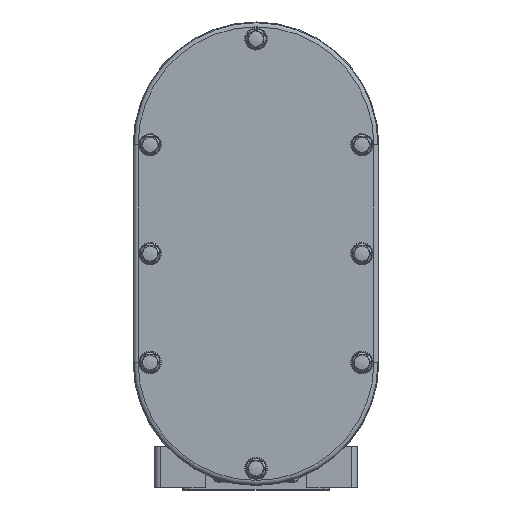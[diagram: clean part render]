
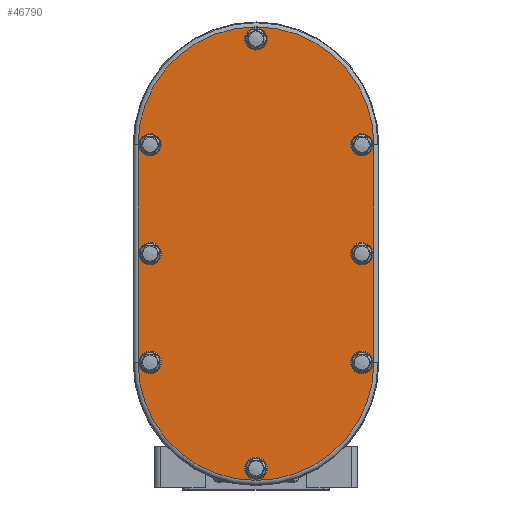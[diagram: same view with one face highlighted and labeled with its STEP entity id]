
A CAD part, top view. The second image highlights one B-rep face of the part: STEP entity #46790.
In plain terms, the highlighted planar face has unit normal (0, 0, 1).
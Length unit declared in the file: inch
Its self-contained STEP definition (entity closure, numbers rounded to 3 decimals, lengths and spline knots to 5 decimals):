
#6 = EDGE_LOOP ( 'NONE', ( #57546, #106548, #17745, #94820 ) ) ;
#1189 = DIRECTION ( 'NONE',  ( -1., 0., 0. ) ) ;
#1563 = CARTESIAN_POINT ( 'NONE',  ( -2.135, 2.19404, 3.97463 ) ) ;
#2583 = EDGE_CURVE ( 'NONE', #59346, #59346, #44366, .T. ) ;
#6418 = AXIS2_PLACEMENT_3D ( 'NONE', #106917, #22080, #48154 ) ;
#7490 = CARTESIAN_POINT ( 'NONE',  ( -1.91294, 2.19404, 3.97463 ) ) ;
#9006 = AXIS2_PLACEMENT_3D ( 'NONE', #94896, #103621, #62756 ) ;
#11677 = FACE_BOUND ( 'NONE', #69625, .T. ) ;
#12224 = DIRECTION ( 'NONE',  ( 0., 0., 1. ) ) ;
#13131 = EDGE_CURVE ( 'NONE', #38108, #38108, #103640, .T. ) ;
#14806 = LINE ( 'NONE', #105682, #16666 ) ;
#15370 = CARTESIAN_POINT ( 'NONE',  ( 2.135, 0., 3.97463 ) ) ;
#16284 = VERTEX_POINT ( 'NONE', #17377 ) ;
#16666 = VECTOR ( 'NONE', #63227, 39.37008 ) ;
#16900 = VERTEX_POINT ( 'NONE', #68414 ) ;
#17377 = CARTESIAN_POINT ( 'NONE',  ( -1.91294, 0., 3.97463 ) ) ;
#17745 = ORIENTED_EDGE ( 'NONE', *, *, #47580, .T. ) ;
#19845 = FACE_BOUND ( 'NONE', #47793, .T. ) ;
#20071 = CIRCLE ( 'NONE', #80830, 0.22206 ) ;
#20089 = CARTESIAN_POINT ( 'NONE',  ( -2.37657, 4.38808, 3.97463 ) ) ;
#20235 = EDGE_CURVE ( 'NONE', #16284, #16284, #93963, .T. ) ;
#20686 = DIRECTION ( 'NONE',  ( -1., 0., 0. ) ) ;
#21123 = CARTESIAN_POINT ( 'NONE',  ( 2.37657, 4.38808, 3.97463 ) ) ;
#22080 = DIRECTION ( 'NONE',  ( 0., 0., 1. ) ) ;
#24626 = DIRECTION ( 'NONE',  ( 0., 0., 1. ) ) ;
#28071 = VERTEX_POINT ( 'NONE', #20089 ) ;
#28551 = FACE_OUTER_BOUND ( 'NONE', #6, .T. ) ;
#29783 = CIRCLE ( 'NONE', #36697, 2.37657 ) ;
#30293 = EDGE_LOOP ( 'NONE', ( #50738 ) ) ;
#30349 = DIRECTION ( 'NONE',  ( 0., 1., 0. ) ) ;
#31978 = EDGE_CURVE ( 'NONE', #32896, #32896, #20071, .T. ) ;
#32316 = CIRCLE ( 'NONE', #60094, 0.22206 ) ;
#32694 = DIRECTION ( 'NONE',  ( 0., 0., 1. ) ) ;
#32784 = EDGE_CURVE ( 'NONE', #59496, #59496, #32316, .T. ) ;
#32896 = VERTEX_POINT ( 'NONE', #42113 ) ;
#33188 = ORIENTED_EDGE ( 'NONE', *, *, #78417, .F. ) ;
#33937 = ORIENTED_EDGE ( 'NONE', *, *, #40360, .F. ) ;
#34413 = VERTEX_POINT ( 'NONE', #85892 ) ;
#34746 = DIRECTION ( 'NONE',  ( 0., 0., 1. ) ) ;
#34936 = CARTESIAN_POINT ( 'NONE',  ( 0., 6.74514, 3.97463 ) ) ;
#34937 = AXIS2_PLACEMENT_3D ( 'NONE', #50089, #32694, #83259 ) ;
#34943 = CARTESIAN_POINT ( 'NONE',  ( 0., 4.38808, 3.97463 ) ) ;
#35685 = AXIS2_PLACEMENT_3D ( 'NONE', #104726, #47034, #88392 ) ;
#36697 = AXIS2_PLACEMENT_3D ( 'NONE', #34943, #42014, #67561 ) ;
#36698 = FACE_BOUND ( 'NONE', #107222, .T. ) ;
#36890 = CIRCLE ( 'NONE', #90766, 2.37657 ) ;
#36983 = ORIENTED_EDGE ( 'NONE', *, *, #13131, .F. ) ;
#37725 = VERTEX_POINT ( 'NONE', #70887 ) ;
#37765 = FACE_BOUND ( 'NONE', #53823, .T. ) ;
#38108 = VERTEX_POINT ( 'NONE', #64714 ) ;
#40360 = EDGE_CURVE ( 'NONE', #37725, #37725, #53938, .T. ) ;
#41088 = VERTEX_POINT ( 'NONE', #34936 ) ;
#42014 = DIRECTION ( 'NONE',  ( 0., 0., 1. ) ) ;
#42113 = CARTESIAN_POINT ( 'NONE',  ( -2.35706, 4.38808, 3.97463 ) ) ;
#44366 = CIRCLE ( 'NONE', #35685, 0.22206 ) ;
#45933 = DIRECTION ( 'NONE',  ( -1., 0., 0. ) ) ;
#46790 = ADVANCED_FACE ( 'NONE', ( #37765, #19845, #62230, #11677, #78026, #36698, #78553, #103077, #28551 ), #61692, .F. ) ;
#47034 = DIRECTION ( 'NONE',  ( 0., 0., 1. ) ) ;
#47580 = EDGE_CURVE ( 'NONE', #57876, #34413, #36890, .T. ) ;
#47793 = EDGE_LOOP ( 'NONE', ( #36983 ) ) ;
#48154 = DIRECTION ( 'NONE',  ( 0., 1., 0. ) ) ;
#48546 = DIRECTION ( 'NONE',  ( -1., 0., 0. ) ) ;
#49052 = CARTESIAN_POINT ( 'NONE',  ( -0.22206, -2.135, 3.97463 ) ) ;
#49876 = CARTESIAN_POINT ( 'NONE',  ( -2.37657, 0., 3.97463 ) ) ;
#50089 = CARTESIAN_POINT ( 'NONE',  ( -2.135, 0., 3.97463 ) ) ;
#50738 = ORIENTED_EDGE ( 'NONE', *, *, #31978, .F. ) ;
#53311 = CIRCLE ( 'NONE', #6418, 0.22206 ) ;
#53403 = ORIENTED_EDGE ( 'NONE', *, *, #20235, .F. ) ;
#53823 = EDGE_LOOP ( 'NONE', ( #33937 ) ) ;
#53866 = EDGE_CURVE ( 'NONE', #28071, #57876, #14806, .T. ) ;
#53938 = CIRCLE ( 'NONE', #67830, 0.22206 ) ;
#55565 = CARTESIAN_POINT ( 'NONE',  ( -2.135, 4.38808, 3.97463 ) ) ;
#56624 = ORIENTED_EDGE ( 'NONE', *, *, #95352, .F. ) ;
#57546 = ORIENTED_EDGE ( 'NONE', *, *, #73140, .T. ) ;
#57876 = VERTEX_POINT ( 'NONE', #49876 ) ;
#59346 = VERTEX_POINT ( 'NONE', #49052 ) ;
#59496 = VERTEX_POINT ( 'NONE', #67142 ) ;
#60094 = AXIS2_PLACEMENT_3D ( 'NONE', #101834, #91503, #1189 ) ;
#60177 = AXIS2_PLACEMENT_3D ( 'NONE', #88120, #70165, #20686 ) ;
#61417 = AXIS2_PLACEMENT_3D ( 'NONE', #1563, #34746, #74468 ) ;
#61692 = PLANE ( 'NONE',  #9006 ) ;
#61919 = LINE ( 'NONE', #21123, #107169 ) ;
#62230 = FACE_BOUND ( 'NONE', #83518, .T. ) ;
#62756 = DIRECTION ( 'NONE',  ( -1., 0., 0. ) ) ;
#63227 = DIRECTION ( 'NONE',  ( 0., -1., 0. ) ) ;
#63813 = EDGE_CURVE ( 'NONE', #34413, #16900, #61919, .T. ) ;
#64269 = ORIENTED_EDGE ( 'NONE', *, *, #32784, .F. ) ;
#64714 = CARTESIAN_POINT ( 'NONE',  ( 1.91294, 4.38808, 3.97463 ) ) ;
#67142 = CARTESIAN_POINT ( 'NONE',  ( 1.91294, 2.19404, 3.97463 ) ) ;
#67561 = DIRECTION ( 'NONE',  ( -1., 0., 0. ) ) ;
#67830 = AXIS2_PLACEMENT_3D ( 'NONE', #15370, #24626, #48546 ) ;
#68414 = CARTESIAN_POINT ( 'NONE',  ( 2.37657, 4.38808, 3.97463 ) ) ;
#69625 = EDGE_LOOP ( 'NONE', ( #33188 ) ) ;
#70165 = DIRECTION ( 'NONE',  ( 0., 0., 1. ) ) ;
#70593 = EDGE_LOOP ( 'NONE', ( #56624 ) ) ;
#70887 = CARTESIAN_POINT ( 'NONE',  ( 1.91294, 0., 3.97463 ) ) ;
#73140 = EDGE_CURVE ( 'NONE', #16900, #28071, #29783, .T. ) ;
#74468 = DIRECTION ( 'NONE',  ( 1., 0., 0. ) ) ;
#75915 = EDGE_LOOP ( 'NONE', ( #64269 ) ) ;
#78026 = FACE_BOUND ( 'NONE', #75915, .T. ) ;
#78417 = EDGE_CURVE ( 'NONE', #90701, #90701, #87522, .T. ) ;
#78553 = FACE_BOUND ( 'NONE', #70593, .T. ) ;
#80466 = ORIENTED_EDGE ( 'NONE', *, *, #2583, .F. ) ;
#80830 = AXIS2_PLACEMENT_3D ( 'NONE', #55565, #104565, #105111 ) ;
#83259 = DIRECTION ( 'NONE',  ( 1., 0., 0. ) ) ;
#83518 = EDGE_LOOP ( 'NONE', ( #53403 ) ) ;
#85892 = CARTESIAN_POINT ( 'NONE',  ( 2.37657, 0., 3.97463 ) ) ;
#87522 = CIRCLE ( 'NONE', #61417, 0.22206 ) ;
#87823 = CARTESIAN_POINT ( 'NONE',  ( 0., 0., 3.97463 ) ) ;
#88120 = CARTESIAN_POINT ( 'NONE',  ( 2.135, 4.38808, 3.97463 ) ) ;
#88392 = DIRECTION ( 'NONE',  ( -1., 0., 0. ) ) ;
#90701 = VERTEX_POINT ( 'NONE', #7490 ) ;
#90766 = AXIS2_PLACEMENT_3D ( 'NONE', #87823, #12224, #45933 ) ;
#91503 = DIRECTION ( 'NONE',  ( 0., 0., 1. ) ) ;
#93963 = CIRCLE ( 'NONE', #34937, 0.22206 ) ;
#94820 = ORIENTED_EDGE ( 'NONE', *, *, #63813, .T. ) ;
#94896 = CARTESIAN_POINT ( 'NONE',  ( 0., 4.38808, 3.97463 ) ) ;
#95352 = EDGE_CURVE ( 'NONE', #41088, #41088, #53311, .T. ) ;
#101834 = CARTESIAN_POINT ( 'NONE',  ( 2.135, 2.19404, 3.97463 ) ) ;
#103077 = FACE_BOUND ( 'NONE', #30293, .T. ) ;
#103621 = DIRECTION ( 'NONE',  ( 0., 0., -1. ) ) ;
#103640 = CIRCLE ( 'NONE', #60177, 0.22206 ) ;
#104565 = DIRECTION ( 'NONE',  ( 0., 0., 1. ) ) ;
#104726 = CARTESIAN_POINT ( 'NONE',  ( 0., -2.135, 3.97463 ) ) ;
#105111 = DIRECTION ( 'NONE',  ( -1., 0., 0. ) ) ;
#105682 = CARTESIAN_POINT ( 'NONE',  ( -2.37657, 4.38808, 3.97463 ) ) ;
#106548 = ORIENTED_EDGE ( 'NONE', *, *, #53866, .T. ) ;
#106917 = CARTESIAN_POINT ( 'NONE',  ( 0., 6.52308, 3.97463 ) ) ;
#107169 = VECTOR ( 'NONE', #30349, 39.37008 ) ;
#107222 = EDGE_LOOP ( 'NONE', ( #80466 ) ) ;
